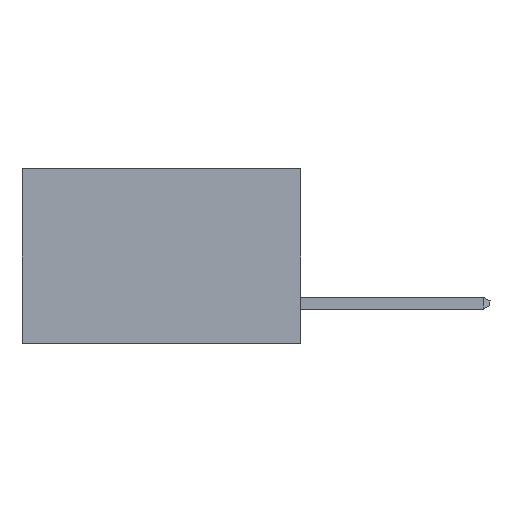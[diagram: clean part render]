
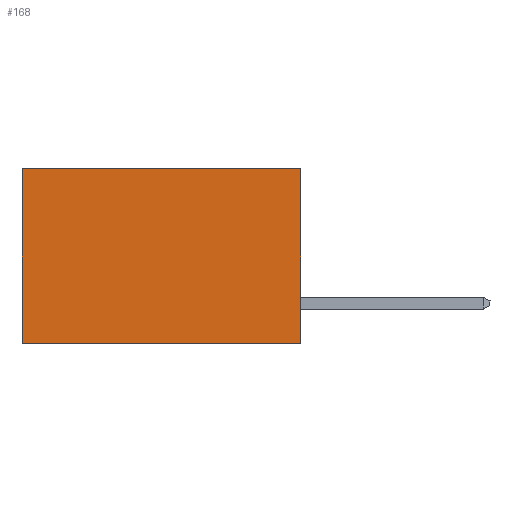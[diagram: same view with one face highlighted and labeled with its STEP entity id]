
A CAD part, left-side view. The second image highlights one B-rep face of the part: STEP entity #168.
In plain terms, the highlighted planar face has unit normal (-1, 0, 0).
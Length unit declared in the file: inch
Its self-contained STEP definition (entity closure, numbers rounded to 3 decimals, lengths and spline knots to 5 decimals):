
#168 = ADVANCED_FACE ( 'NONE', ( #8275 ), #18009, .F. ) ;
#266 = EDGE_CURVE ( 'NONE', #21406, #24906, #31608, .T. ) ;
#459 = VECTOR ( 'NONE', #20751, 39.37008 ) ;
#1652 = AXIS2_PLACEMENT_3D ( 'NONE', #17813, #17855, #14573 ) ;
#2540 = VECTOR ( 'NONE', #5839, 39.37008 ) ;
#5058 = VECTOR ( 'NONE', #18049, 39.37008 ) ;
#5727 = CARTESIAN_POINT ( 'NONE',  ( 0.277, 0., 0. ) ) ;
#5785 = CARTESIAN_POINT ( 'NONE',  ( 0.277, 0.59, -0.37 ) ) ;
#5839 = DIRECTION ( 'NONE',  ( 0., 1., 0. ) ) ;
#8275 = FACE_OUTER_BOUND ( 'NONE', #25528, .T. ) ;
#8607 = ORIENTED_EDGE ( 'NONE', *, *, #31443, .T. ) ;
#8958 = ORIENTED_EDGE ( 'NONE', *, *, #27667, .T. ) ;
#9244 = ORIENTED_EDGE ( 'NONE', *, *, #266, .F. ) ;
#9352 = LINE ( 'NONE', #5727, #2540 ) ;
#13492 = CARTESIAN_POINT ( 'NONE',  ( 0.277, 0.59, 0. ) ) ;
#14573 = DIRECTION ( 'NONE',  ( 0., 0., -1. ) ) ;
#14652 = CARTESIAN_POINT ( 'NONE',  ( 0.277, 0., 0. ) ) ;
#14822 = LINE ( 'NONE', #22601, #26518 ) ;
#16997 = VERTEX_POINT ( 'NONE', #27054 ) ;
#17813 = CARTESIAN_POINT ( 'NONE',  ( 0.277, 0., -0.37 ) ) ;
#17855 = DIRECTION ( 'NONE',  ( 1., 0., 0. ) ) ;
#18009 = PLANE ( 'NONE',  #1652 ) ;
#18049 = DIRECTION ( 'NONE',  ( 0., 0., -1. ) ) ;
#18080 = CARTESIAN_POINT ( 'NONE',  ( 0.277, 0., -0.37 ) ) ;
#19828 = LINE ( 'NONE', #5785, #459 ) ;
#20751 = DIRECTION ( 'NONE',  ( 0., 0., -1. ) ) ;
#21406 = VERTEX_POINT ( 'NONE', #14652 ) ;
#22318 = ORIENTED_EDGE ( 'NONE', *, *, #30662, .F. ) ;
#22337 = VERTEX_POINT ( 'NONE', #13492 ) ;
#22601 = CARTESIAN_POINT ( 'NONE',  ( 0.277, 0., -0.37 ) ) ;
#24906 = VERTEX_POINT ( 'NONE', #25430 ) ;
#25118 = DIRECTION ( 'NONE',  ( 0., 1., 0. ) ) ;
#25430 = CARTESIAN_POINT ( 'NONE',  ( 0.277, 0., -0.37 ) ) ;
#25528 = EDGE_LOOP ( 'NONE', ( #8958, #22318, #9244, #8607 ) ) ;
#26518 = VECTOR ( 'NONE', #25118, 39.37008 ) ;
#27054 = CARTESIAN_POINT ( 'NONE',  ( 0.277, 0.59, -0.37 ) ) ;
#27667 = EDGE_CURVE ( 'NONE', #22337, #16997, #19828, .T. ) ;
#30662 = EDGE_CURVE ( 'NONE', #24906, #16997, #14822, .T. ) ;
#31443 = EDGE_CURVE ( 'NONE', #21406, #22337, #9352, .T. ) ;
#31608 = LINE ( 'NONE', #18080, #5058 ) ;
